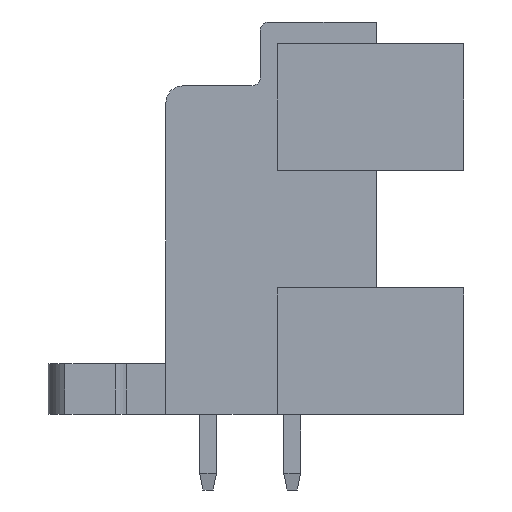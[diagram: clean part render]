
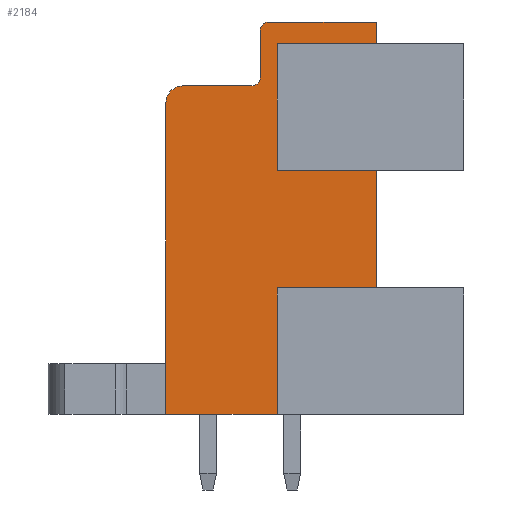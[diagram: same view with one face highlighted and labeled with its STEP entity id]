
A CAD part, left-side view. The second image highlights one B-rep face of the part: STEP entity #2184.
In plain terms, the highlighted planar face has unit normal (-1, 0, 0).
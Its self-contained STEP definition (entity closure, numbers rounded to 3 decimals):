
#2083=AXIS2_PLACEMENT_3D('Plane Axis2P3D',#2080,#2081,#2082) ;
#2124=AXIS2_PLACEMENT_3D('Circle Axis2P3D',#2122,#2123,$) ;
#2138=AXIS2_PLACEMENT_3D('Circle Axis2P3D',#2136,#2137,$) ;
#2152=AXIS2_PLACEMENT_3D('Circle Axis2P3D',#2150,#2151,$) ;
#211=CARTESIAN_POINT('Vertex',(3.5,11.1,4.5)) ;
#214=CARTESIAN_POINT('Line Origine',(3.5,14.4,4.5)) ;
#218=CARTESIAN_POINT('Vertex',(3.5,17.7,4.5)) ;
#1680=CARTESIAN_POINT('Vertex',(3.5,5.2,12.)) ;
#1683=CARTESIAN_POINT('Line Origine',(3.5,8.15,12.)) ;
#1687=CARTESIAN_POINT('Vertex',(3.5,11.1,12.)) ;
#1948=CARTESIAN_POINT('Line Origine',(3.5,11.1,8.25)) ;
#2080=CARTESIAN_POINT('Axis2P3D Location',(3.5,0.,1.3)) ;
#2085=CARTESIAN_POINT('Line Origine',(3.5,8.15,19.)) ;
#2089=CARTESIAN_POINT('Vertex',(3.5,11.1,19.)) ;
#2091=CARTESIAN_POINT('Vertex',(3.5,5.2,19.)) ;
#2094=CARTESIAN_POINT('Line Origine',(3.5,11.1,22.75)) ;
#2098=CARTESIAN_POINT('Vertex',(3.5,11.1,26.5)) ;
#2101=CARTESIAN_POINT('Line Origine',(3.5,8.15,26.5)) ;
#2105=CARTESIAN_POINT('Vertex',(3.5,5.2,26.5)) ;
#2108=CARTESIAN_POINT('Line Origine',(3.5,5.2,27.15)) ;
#2112=CARTESIAN_POINT('Vertex',(3.5,5.2,27.8)) ;
#2115=CARTESIAN_POINT('Line Origine',(3.5,8.4,27.8)) ;
#2119=CARTESIAN_POINT('Vertex',(3.5,11.6,27.8)) ;
#2122=CARTESIAN_POINT('Axis2P3D Location',(3.5,11.6,27.3)) ;
#2126=CARTESIAN_POINT('Vertex',(3.5,12.1,27.3)) ;
#2129=CARTESIAN_POINT('Line Origine',(3.5,12.1,25.9)) ;
#2133=CARTESIAN_POINT('Vertex',(3.5,12.1,24.5)) ;
#2136=CARTESIAN_POINT('Axis2P3D Location',(3.5,12.6,24.5)) ;
#2140=CARTESIAN_POINT('Vertex',(3.5,12.6,24.)) ;
#2143=CARTESIAN_POINT('Line Origine',(3.5,14.65,24.)) ;
#2147=CARTESIAN_POINT('Vertex',(3.5,16.7,24.)) ;
#2150=CARTESIAN_POINT('Axis2P3D Location',(3.5,16.7,23.)) ;
#2154=CARTESIAN_POINT('Vertex',(3.5,17.7,23.)) ;
#2157=CARTESIAN_POINT('Line Origine',(3.5,17.7,13.75)) ;
#2162=CARTESIAN_POINT('Line Origine',(3.5,5.2,15.5)) ;
#215=DIRECTION('Vector Direction',(0.,1.,0.)) ;
#1684=DIRECTION('Vector Direction',(0.,-1.,0.)) ;
#1949=DIRECTION('Vector Direction',(0.,0.,1.)) ;
#2081=DIRECTION('Axis2P3D Direction',(-1.,0.,0.)) ;
#2082=DIRECTION('Axis2P3D XDirection',(0.,-1.,0.)) ;
#2086=DIRECTION('Vector Direction',(0.,1.,0.)) ;
#2095=DIRECTION('Vector Direction',(0.,0.,1.)) ;
#2102=DIRECTION('Vector Direction',(0.,-1.,0.)) ;
#2109=DIRECTION('Vector Direction',(0.,0.,-1.)) ;
#2116=DIRECTION('Vector Direction',(0.,-1.,0.)) ;
#2123=DIRECTION('Axis2P3D Direction',(-1.,0.,0.)) ;
#2130=DIRECTION('Vector Direction',(0.,0.,1.)) ;
#2137=DIRECTION('Axis2P3D Direction',(-1.,0.,0.)) ;
#2144=DIRECTION('Vector Direction',(0.,-1.,0.)) ;
#2151=DIRECTION('Axis2P3D Direction',(-1.,0.,0.)) ;
#2158=DIRECTION('Vector Direction',(0.,0.,1.)) ;
#2163=DIRECTION('Vector Direction',(0.,0.,-1.)) ;
#216=VECTOR('Line Direction',#215,1.) ;
#1685=VECTOR('Line Direction',#1684,1.) ;
#1950=VECTOR('Line Direction',#1949,1.) ;
#2087=VECTOR('Line Direction',#2086,1.) ;
#2096=VECTOR('Line Direction',#2095,1.) ;
#2103=VECTOR('Line Direction',#2102,1.) ;
#2110=VECTOR('Line Direction',#2109,1.) ;
#2117=VECTOR('Line Direction',#2116,1.) ;
#2131=VECTOR('Line Direction',#2130,1.) ;
#2145=VECTOR('Line Direction',#2144,1.) ;
#2159=VECTOR('Line Direction',#2158,1.) ;
#2164=VECTOR('Line Direction',#2163,1.) ;
#2168=ORIENTED_EDGE('',*,*,#2093,.F.) ;
#2169=ORIENTED_EDGE('',*,*,#2100,.F.) ;
#2170=ORIENTED_EDGE('',*,*,#2107,.F.) ;
#2171=ORIENTED_EDGE('',*,*,#2114,.T.) ;
#2172=ORIENTED_EDGE('',*,*,#2121,.T.) ;
#2173=ORIENTED_EDGE('',*,*,#2128,.T.) ;
#2174=ORIENTED_EDGE('',*,*,#2135,.T.) ;
#2175=ORIENTED_EDGE('',*,*,#2142,.T.) ;
#2176=ORIENTED_EDGE('',*,*,#2149,.T.) ;
#2177=ORIENTED_EDGE('',*,*,#2156,.T.) ;
#2178=ORIENTED_EDGE('',*,*,#2161,.T.) ;
#2179=ORIENTED_EDGE('',*,*,#220,.T.) ;
#2180=ORIENTED_EDGE('',*,*,#1952,.F.) ;
#2181=ORIENTED_EDGE('',*,*,#1689,.F.) ;
#2182=ORIENTED_EDGE('',*,*,#2166,.T.) ;
#2184=ADVANCED_FACE('Housing',(#2183),#2084,.T.) ;
#2125=CIRCLE('generated circle',#2124,0.5) ;
#2139=CIRCLE('generated circle',#2138,0.5) ;
#2153=CIRCLE('generated circle',#2152,1.) ;
#220=EDGE_CURVE('',#219,#212,#217,.F.) ;
#1689=EDGE_CURVE('',#1681,#1688,#1686,.F.) ;
#1952=EDGE_CURVE('',#1688,#212,#1951,.F.) ;
#2093=EDGE_CURVE('',#2090,#2092,#2088,.F.) ;
#2100=EDGE_CURVE('',#2099,#2090,#2097,.F.) ;
#2107=EDGE_CURVE('',#2106,#2099,#2104,.F.) ;
#2114=EDGE_CURVE('',#2106,#2113,#2111,.F.) ;
#2121=EDGE_CURVE('',#2113,#2120,#2118,.F.) ;
#2128=EDGE_CURVE('',#2120,#2127,#2125,.T.) ;
#2135=EDGE_CURVE('',#2127,#2134,#2132,.F.) ;
#2142=EDGE_CURVE('',#2134,#2141,#2139,.F.) ;
#2149=EDGE_CURVE('',#2141,#2148,#2146,.F.) ;
#2156=EDGE_CURVE('',#2148,#2155,#2153,.T.) ;
#2161=EDGE_CURVE('',#2155,#219,#2160,.F.) ;
#2166=EDGE_CURVE('',#1681,#2092,#2165,.F.) ;
#2167=EDGE_LOOP('',(#2168,#2169,#2170,#2171,#2172,#2173,#2174,#2175,#2176,#2177,#2178,#2179,#2180,#2181,#2182)) ;
#2183=FACE_OUTER_BOUND('',#2167,.T.) ;
#217=LINE('Line',#214,#216) ;
#1686=LINE('Line',#1683,#1685) ;
#1951=LINE('Line',#1948,#1950) ;
#2088=LINE('Line',#2085,#2087) ;
#2097=LINE('Line',#2094,#2096) ;
#2104=LINE('Line',#2101,#2103) ;
#2111=LINE('Line',#2108,#2110) ;
#2118=LINE('Line',#2115,#2117) ;
#2132=LINE('Line',#2129,#2131) ;
#2146=LINE('Line',#2143,#2145) ;
#2160=LINE('Line',#2157,#2159) ;
#2165=LINE('Line',#2162,#2164) ;
#2084=PLANE('',#2083) ;
#212=VERTEX_POINT('',#211) ;
#219=VERTEX_POINT('',#218) ;
#1681=VERTEX_POINT('',#1680) ;
#1688=VERTEX_POINT('',#1687) ;
#2090=VERTEX_POINT('',#2089) ;
#2092=VERTEX_POINT('',#2091) ;
#2099=VERTEX_POINT('',#2098) ;
#2106=VERTEX_POINT('',#2105) ;
#2113=VERTEX_POINT('',#2112) ;
#2120=VERTEX_POINT('',#2119) ;
#2127=VERTEX_POINT('',#2126) ;
#2134=VERTEX_POINT('',#2133) ;
#2141=VERTEX_POINT('',#2140) ;
#2148=VERTEX_POINT('',#2147) ;
#2155=VERTEX_POINT('',#2154) ;
